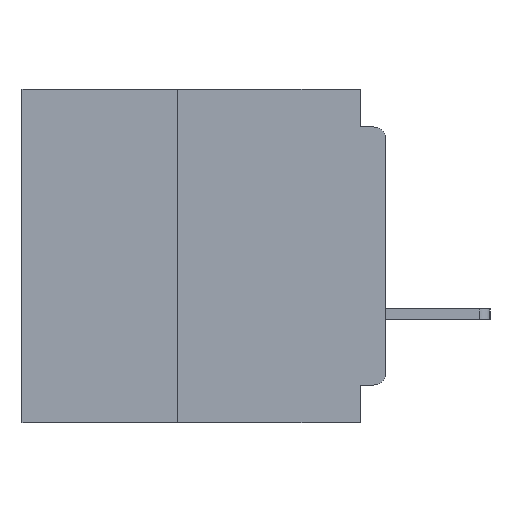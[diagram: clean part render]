
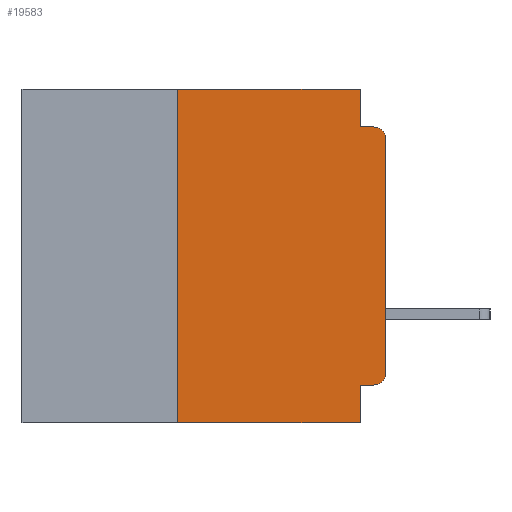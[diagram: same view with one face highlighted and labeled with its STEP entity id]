
A CAD part, left-side view. The second image highlights one B-rep face of the part: STEP entity #19583.
In plain terms, the highlighted planar face has unit normal (-1, 0, 0).
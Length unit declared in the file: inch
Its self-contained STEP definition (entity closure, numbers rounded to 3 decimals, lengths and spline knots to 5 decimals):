
#2638 = VECTOR ( 'NONE', #50102, 39.37008 ) ;
#2903 = ORIENTED_EDGE ( 'NONE', *, *, #26739, .F. ) ;
#3603 = VERTEX_POINT ( 'NONE', #32508 ) ;
#3896 = CARTESIAN_POINT ( 'NONE',  ( 0., 0.437, 0. ) ) ;
#4127 = LINE ( 'NONE', #31343, #2638 ) ;
#4403 = LINE ( 'NONE', #22849, #52532 ) ;
#4769 = VERTEX_POINT ( 'NONE', #37953 ) ;
#5110 = AXIS2_PLACEMENT_3D ( 'NONE', #3896, #36552, #8536 ) ;
#6039 = EDGE_CURVE ( 'NONE', #56657, #3603, #32467, .T. ) ;
#6202 = ORIENTED_EDGE ( 'NONE', *, *, #17262, .T. ) ;
#6671 = VERTEX_POINT ( 'NONE', #51773 ) ;
#6942 = DIRECTION ( 'NONE',  ( 0., 0., -1. ) ) ;
#7645 = VECTOR ( 'NONE', #13298, 39.37008 ) ;
#8536 = DIRECTION ( 'NONE',  ( 0., 0., -1. ) ) ;
#9284 = FACE_OUTER_BOUND ( 'NONE', #51197, .T. ) ;
#11389 = CARTESIAN_POINT ( 'NONE',  ( 0., 0.015, -0.045 ) ) ;
#11824 = CARTESIAN_POINT ( 'NONE',  ( 0., 0.031, -0.4 ) ) ;
#13298 = DIRECTION ( 'NONE',  ( 0., -1., 0. ) ) ;
#13518 = CARTESIAN_POINT ( 'NONE',  ( 0., 0.437, 0. ) ) ;
#13547 = DIRECTION ( 'NONE',  ( 0., 1., 0. ) ) ;
#15124 = CARTESIAN_POINT ( 'NONE',  ( 0., 0., 0. ) ) ;
#16708 = ORIENTED_EDGE ( 'NONE', *, *, #48446, .T. ) ;
#16779 = VERTEX_POINT ( 'NONE', #33144 ) ;
#17221 = VERTEX_POINT ( 'NONE', #38265 ) ;
#17262 = EDGE_CURVE ( 'NONE', #16779, #40953, #54753, .T. ) ;
#17532 = VERTEX_POINT ( 'NONE', #21863 ) ;
#19013 = CARTESIAN_POINT ( 'NONE',  ( 0., 0.015, -0.06 ) ) ;
#19396 = LINE ( 'NONE', #44496, #56546 ) ;
#19583 = ADVANCED_FACE ( 'NONE', ( #9284 ), #59478, .F. ) ;
#19855 = DIRECTION ( 'NONE',  ( 0., 0., 1. ) ) ;
#20341 = EDGE_CURVE ( 'NONE', #17221, #33534, #4127, .T. ) ;
#21207 = CARTESIAN_POINT ( 'NONE',  ( 0., 0.015, -0.34 ) ) ;
#21564 = CIRCLE ( 'NONE', #45700, 0.015 ) ;
#21863 = CARTESIAN_POINT ( 'NONE',  ( 0., 0.015, -0.355 ) ) ;
#22849 = CARTESIAN_POINT ( 'NONE',  ( 0., 0.25, -0.4 ) ) ;
#22934 = VECTOR ( 'NONE', #6942, 39.37008 ) ;
#23694 = DIRECTION ( 'NONE',  ( 0., 0., -1. ) ) ;
#24244 = EDGE_CURVE ( 'NONE', #56657, #4769, #4403, .T. ) ;
#24436 = ORIENTED_EDGE ( 'NONE', *, *, #20341, .F. ) ;
#25687 = DIRECTION ( 'NONE',  ( 0., 0., -1. ) ) ;
#25883 = DIRECTION ( 'NONE',  ( 0., 0., -1. ) ) ;
#26470 = CARTESIAN_POINT ( 'NONE',  ( 0., 0.031, 0. ) ) ;
#26739 = EDGE_CURVE ( 'NONE', #51153, #17221, #19396, .T. ) ;
#27865 = ORIENTED_EDGE ( 'NONE', *, *, #29675, .F. ) ;
#29675 = EDGE_CURVE ( 'NONE', #4769, #51153, #49916, .T. ) ;
#31343 = CARTESIAN_POINT ( 'NONE',  ( 0., 0., -0.045 ) ) ;
#32059 = CIRCLE ( 'NONE', #50843, 0.015 ) ;
#32467 = LINE ( 'NONE', #45986, #7645 ) ;
#32508 = CARTESIAN_POINT ( 'NONE',  ( 0., 0.031, -0.4 ) ) ;
#33144 = CARTESIAN_POINT ( 'NONE',  ( 0., 0., -0.34 ) ) ;
#33534 = VERTEX_POINT ( 'NONE', #11389 ) ;
#34784 = CARTESIAN_POINT ( 'NONE',  ( 0., 0.25, -0.4 ) ) ;
#35037 = EDGE_CURVE ( 'NONE', #17532, #16779, #21564, .T. ) ;
#36552 = DIRECTION ( 'NONE',  ( 1., 0., 0. ) ) ;
#37953 = CARTESIAN_POINT ( 'NONE',  ( 0., 0.25, 0. ) ) ;
#38265 = CARTESIAN_POINT ( 'NONE',  ( 0., 0.031, -0.045 ) ) ;
#40345 = EDGE_CURVE ( 'NONE', #17532, #6671, #44007, .T. ) ;
#40953 = VERTEX_POINT ( 'NONE', #55248 ) ;
#41115 = ORIENTED_EDGE ( 'NONE', *, *, #24244, .F. ) ;
#42906 = EDGE_CURVE ( 'NONE', #6671, #3603, #47783, .T. ) ;
#43891 = VECTOR ( 'NONE', #19855, 39.37008 ) ;
#44007 = LINE ( 'NONE', #46241, #46098 ) ;
#44496 = CARTESIAN_POINT ( 'NONE',  ( 0., 0.031, 0. ) ) ;
#45576 = VECTOR ( 'NONE', #50838, 39.37008 ) ;
#45700 = AXIS2_PLACEMENT_3D ( 'NONE', #21207, #53774, #25883 ) ;
#45986 = CARTESIAN_POINT ( 'NONE',  ( 0., 0.437, -0.4 ) ) ;
#46098 = VECTOR ( 'NONE', #13547, 39.37008 ) ;
#46241 = CARTESIAN_POINT ( 'NONE',  ( 0., 0., -0.355 ) ) ;
#47783 = LINE ( 'NONE', #11824, #22934 ) ;
#48446 = EDGE_CURVE ( 'NONE', #40953, #33534, #32059, .T. ) ;
#49916 = LINE ( 'NONE', #13518, #45576 ) ;
#50102 = DIRECTION ( 'NONE',  ( 0., -1., 0. ) ) ;
#50838 = DIRECTION ( 'NONE',  ( 0., -1., 0. ) ) ;
#50843 = AXIS2_PLACEMENT_3D ( 'NONE', #19013, #51631, #23694 ) ;
#51153 = VERTEX_POINT ( 'NONE', #26470 ) ;
#51197 = EDGE_LOOP ( 'NONE', ( #6202, #16708, #24436, #2903, #27865, #41115, #57416, #54229, #52313, #57350 ) ) ;
#51631 = DIRECTION ( 'NONE',  ( -1., 0., 0. ) ) ;
#51773 = CARTESIAN_POINT ( 'NONE',  ( 0., 0.031, -0.355 ) ) ;
#52313 = ORIENTED_EDGE ( 'NONE', *, *, #40345, .F. ) ;
#52532 = VECTOR ( 'NONE', #59869, 39.37008 ) ;
#53774 = DIRECTION ( 'NONE',  ( -1., 0., 0. ) ) ;
#54229 = ORIENTED_EDGE ( 'NONE', *, *, #42906, .F. ) ;
#54753 = LINE ( 'NONE', #15124, #43891 ) ;
#55248 = CARTESIAN_POINT ( 'NONE',  ( 0., 0., -0.06 ) ) ;
#56546 = VECTOR ( 'NONE', #25687, 39.37008 ) ;
#56657 = VERTEX_POINT ( 'NONE', #34784 ) ;
#57350 = ORIENTED_EDGE ( 'NONE', *, *, #35037, .T. ) ;
#57416 = ORIENTED_EDGE ( 'NONE', *, *, #6039, .T. ) ;
#59478 = PLANE ( 'NONE',  #5110 ) ;
#59869 = DIRECTION ( 'NONE',  ( 0., 0., 1. ) ) ;
